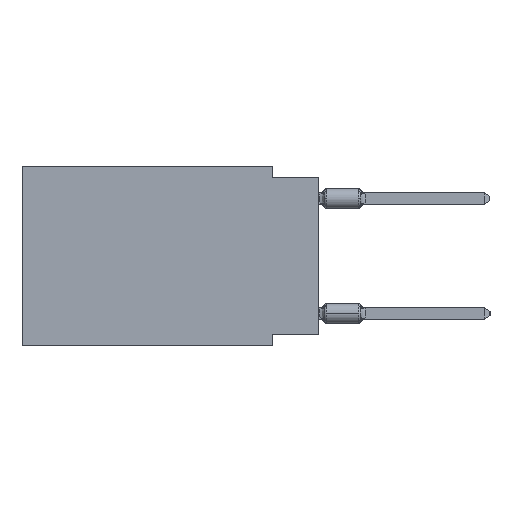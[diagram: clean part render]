
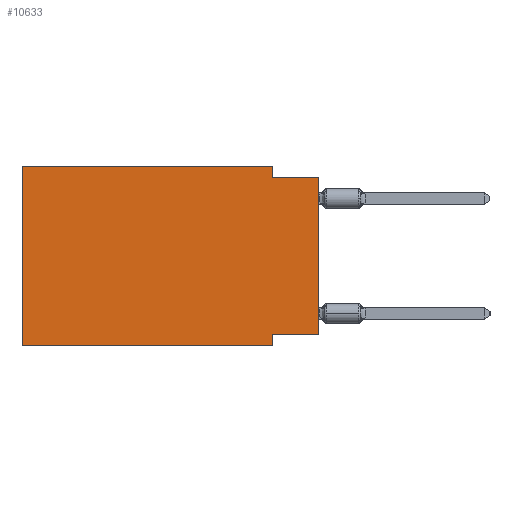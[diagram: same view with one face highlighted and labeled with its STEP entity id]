
A CAD part, left-side view. The second image highlights one B-rep face of the part: STEP entity #10633.
In plain terms, the highlighted planar face has unit normal (-1, 0, 0).
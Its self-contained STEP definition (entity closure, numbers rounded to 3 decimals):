
#316 = DIRECTION ( 'NONE',  ( 0., 1., 0. ) ) ;
#467 = VECTOR ( 'NONE', #42244, 1000. ) ;
#2691 = LINE ( 'NONE', #45836, #43847 ) ;
#3532 = VECTOR ( 'NONE', #34899, 1000. ) ;
#3706 = CARTESIAN_POINT ( 'NONE',  ( 0., 0., -9.271 ) ) ;
#4360 = EDGE_CURVE ( 'NONE', #23615, #44810, #36278, .T. ) ;
#5490 = AXIS2_PLACEMENT_3D ( 'NONE', #9746, #10207, #13742 ) ;
#6163 = CARTESIAN_POINT ( 'NONE',  ( 0., 16.383, -9.906 ) ) ;
#6476 = VECTOR ( 'NONE', #17654, 1000. ) ;
#6741 = CARTESIAN_POINT ( 'NONE',  ( 0., 2.54, -9.271 ) ) ;
#8520 = CARTESIAN_POINT ( 'NONE',  ( 0., 16.383, 0. ) ) ;
#8984 = LINE ( 'NONE', #27358, #13123 ) ;
#9028 = DIRECTION ( 'NONE',  ( 0., -1., 0. ) ) ;
#9243 = CARTESIAN_POINT ( 'NONE',  ( 0., 16.383, -9.906 ) ) ;
#9746 = CARTESIAN_POINT ( 'NONE',  ( 0., 16.383, 0. ) ) ;
#9756 = ORIENTED_EDGE ( 'NONE', *, *, #11882, .F. ) ;
#10124 = ORIENTED_EDGE ( 'NONE', *, *, #27126, .F. ) ;
#10207 = DIRECTION ( 'NONE',  ( 1., 0., 0. ) ) ;
#10279 = VERTEX_POINT ( 'NONE', #6741 ) ;
#10633 = ADVANCED_FACE ( 'NONE', ( #24358 ), #31438, .F. ) ;
#10897 = CARTESIAN_POINT ( 'NONE',  ( 0., 2.54, -9.906 ) ) ;
#10914 = VERTEX_POINT ( 'NONE', #8520 ) ;
#11882 = EDGE_CURVE ( 'NONE', #10279, #44304, #2691, .T. ) ;
#11952 = CARTESIAN_POINT ( 'NONE',  ( 0., 2.54, 0. ) ) ;
#13123 = VECTOR ( 'NONE', #26909, 1000. ) ;
#13742 = DIRECTION ( 'NONE',  ( 0., 0., -1. ) ) ;
#16136 = ORIENTED_EDGE ( 'NONE', *, *, #46585, .F. ) ;
#16703 = EDGE_CURVE ( 'NONE', #31114, #44304, #38944, .T. ) ;
#17654 = DIRECTION ( 'NONE',  ( 0., 0., 1. ) ) ;
#18393 = ORIENTED_EDGE ( 'NONE', *, *, #16703, .T. ) ;
#21078 = CARTESIAN_POINT ( 'NONE',  ( 0., 0., -9.271 ) ) ;
#23118 = EDGE_LOOP ( 'NONE', ( #29819, #16136, #34311, #10124, #32221, #18393, #9756, #25089 ) ) ;
#23615 = VERTEX_POINT ( 'NONE', #3706 ) ;
#24358 = FACE_OUTER_BOUND ( 'NONE', #23118, .T. ) ;
#25089 = ORIENTED_EDGE ( 'NONE', *, *, #30775, .F. ) ;
#26079 = EDGE_CURVE ( 'NONE', #31114, #10914, #32485, .T. ) ;
#26909 = DIRECTION ( 'NONE',  ( 0., -1., 0. ) ) ;
#27126 = EDGE_CURVE ( 'NONE', #10914, #34595, #45109, .T. ) ;
#27213 = VERTEX_POINT ( 'NONE', #39192 ) ;
#27358 = CARTESIAN_POINT ( 'NONE',  ( 0., 0., -0.635 ) ) ;
#28750 = CARTESIAN_POINT ( 'NONE',  ( 0., 0., 0. ) ) ;
#29011 = EDGE_CURVE ( 'NONE', #34595, #27213, #38924, .T. ) ;
#29819 = ORIENTED_EDGE ( 'NONE', *, *, #4360, .T. ) ;
#30775 = EDGE_CURVE ( 'NONE', #23615, #10279, #36139, .T. ) ;
#31114 = VERTEX_POINT ( 'NONE', #9243 ) ;
#31373 = VECTOR ( 'NONE', #9028, 1000. ) ;
#31438 = PLANE ( 'NONE',  #5490 ) ;
#32221 = ORIENTED_EDGE ( 'NONE', *, *, #26079, .F. ) ;
#32485 = LINE ( 'NONE', #42674, #6476 ) ;
#34311 = ORIENTED_EDGE ( 'NONE', *, *, #29011, .F. ) ;
#34595 = VERTEX_POINT ( 'NONE', #11952 ) ;
#34899 = DIRECTION ( 'NONE',  ( 0., 0., -1. ) ) ;
#35268 = VECTOR ( 'NONE', #40070, 1000. ) ;
#35583 = CARTESIAN_POINT ( 'NONE',  ( 0., 2.54, 0. ) ) ;
#36139 = LINE ( 'NONE', #21078, #37879 ) ;
#36278 = LINE ( 'NONE', #28750, #35268 ) ;
#37879 = VECTOR ( 'NONE', #316, 1000. ) ;
#38924 = LINE ( 'NONE', #35583, #3532 ) ;
#38944 = LINE ( 'NONE', #6163, #467 ) ;
#39192 = CARTESIAN_POINT ( 'NONE',  ( 0., 2.54, -0.635 ) ) ;
#40070 = DIRECTION ( 'NONE',  ( 0., 0., 1. ) ) ;
#40961 = CARTESIAN_POINT ( 'NONE',  ( 0., 0., -0.635 ) ) ;
#41110 = CARTESIAN_POINT ( 'NONE',  ( 0., 16.383, 0. ) ) ;
#42244 = DIRECTION ( 'NONE',  ( 0., -1., 0. ) ) ;
#42674 = CARTESIAN_POINT ( 'NONE',  ( 0., 16.383, 0. ) ) ;
#43847 = VECTOR ( 'NONE', #45362, 1000. ) ;
#44304 = VERTEX_POINT ( 'NONE', #10897 ) ;
#44810 = VERTEX_POINT ( 'NONE', #40961 ) ;
#45109 = LINE ( 'NONE', #41110, #31373 ) ;
#45362 = DIRECTION ( 'NONE',  ( 0., 0., -1. ) ) ;
#45836 = CARTESIAN_POINT ( 'NONE',  ( 0., 2.54, -9.906 ) ) ;
#46585 = EDGE_CURVE ( 'NONE', #27213, #44810, #8984, .T. ) ;
